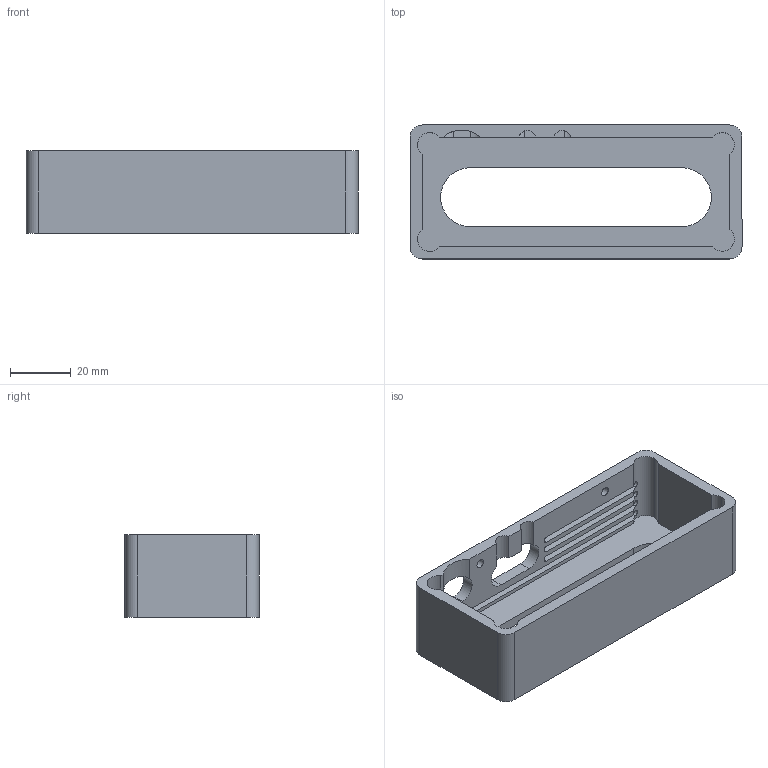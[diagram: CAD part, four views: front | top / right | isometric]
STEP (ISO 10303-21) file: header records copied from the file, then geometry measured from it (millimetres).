
FILE_DESCRIPTION (( 'STEP AP214' ), '1' );
FILE_NAME ('EnixCase.STEP', '2019-04-18T19:05:25', ( '' ), ( '' ), 'SwSTEP 2.0', 'SolidWorks 2018', '' );
FILE_SCHEMA (( 'AUTOMOTIVE_DESIGN' ));
Length unit declared in the file: millimetre
Products named in the file (1): EnixCase
Bounding box: 109 x 44 x 27 mm (x, y, z)
Volume: 32768.7 mm3; surface area: 22386.3 mm2
Topology: 1 solids, 1 shells, 69 faces, 216 edges, 144 vertices
Faces by surface type: cylinder 38, plane 27, cone 4
Entity records: 2770 total; most frequent: CARTESIAN_POINT 558, DIRECTION 434, ORIENTED_EDGE 432, EDGE_CURVE 216, AXIS2_PLACEMENT_3D 158, VERTEX_POINT 144, VECTOR 118, LINE 118
